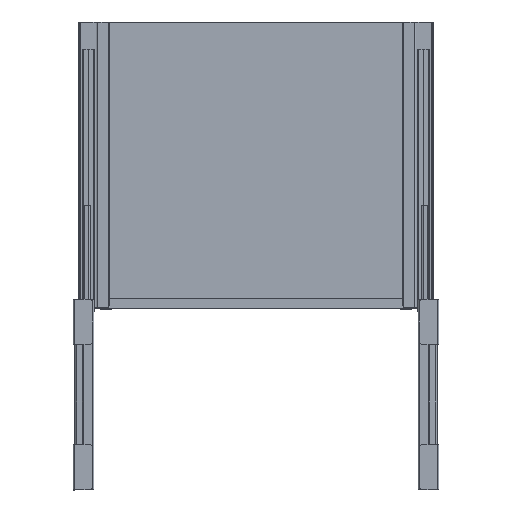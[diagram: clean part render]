
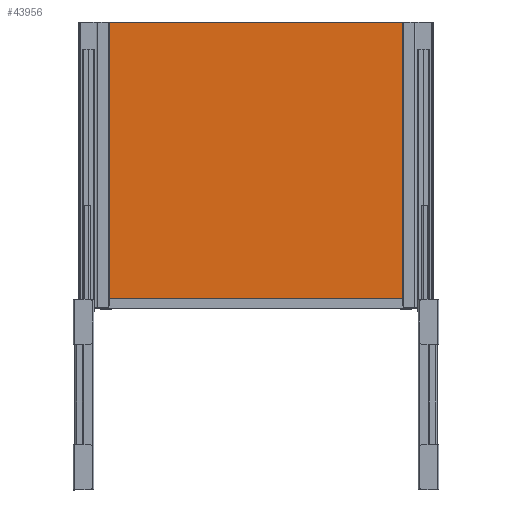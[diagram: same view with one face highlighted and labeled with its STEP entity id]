
A CAD part, front view. The second image highlights one B-rep face of the part: STEP entity #43956.
In plain terms, the highlighted planar face has unit normal (0, -1, 0).
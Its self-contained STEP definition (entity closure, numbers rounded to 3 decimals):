
#449 = DIRECTION ( 'NONE',  ( 1., 0., 0. ) ) ;
#1689 = EDGE_LOOP ( 'NONE', ( #17045, #55199, #56690, #51266 ) ) ;
#4292 = VERTEX_POINT ( 'NONE', #11856 ) ;
#4920 = EDGE_CURVE ( 'NONE', #14706, #50809, #25424, .T. ) ;
#7561 = VECTOR ( 'NONE', #43392, 1000. ) ;
#9531 = VECTOR ( 'NONE', #449, 1000. ) ;
#11856 = CARTESIAN_POINT ( 'NONE',  ( 244.5, 0., -426. ) ) ;
#12543 = CARTESIAN_POINT ( 'NONE',  ( 244.5, 0., 0. ) ) ;
#14706 = VERTEX_POINT ( 'NONE', #18944 ) ;
#15144 = EDGE_CURVE ( 'NONE', #32106, #4292, #15633, .T. ) ;
#15633 = LINE ( 'NONE', #30192, #7561 ) ;
#15913 = CARTESIAN_POINT ( 'NONE',  ( 0., 0., 0. ) ) ;
#17045 = ORIENTED_EDGE ( 'NONE', *, *, #4920, .F. ) ;
#17856 = LINE ( 'NONE', #37457, #33433 ) ;
#18944 = CARTESIAN_POINT ( 'NONE',  ( -244.5, 0., -426. ) ) ;
#19213 = CARTESIAN_POINT ( 'NONE',  ( -244.5, 0., 0. ) ) ;
#20254 = DIRECTION ( 'NONE',  ( 0., 1., 0. ) ) ;
#21751 = VECTOR ( 'NONE', #22907, 1000. ) ;
#22660 = EDGE_CURVE ( 'NONE', #50809, #32106, #37654, .T. ) ;
#22907 = DIRECTION ( 'NONE',  ( 0., 0., 1. ) ) ;
#25198 = PLANE ( 'NONE',  #32637 ) ;
#25424 = LINE ( 'NONE', #46479, #21751 ) ;
#30192 = CARTESIAN_POINT ( 'NONE',  ( 244.5, 0., -426. ) ) ;
#32106 = VERTEX_POINT ( 'NONE', #12543 ) ;
#32310 = DIRECTION ( 'NONE',  ( -1., 0., 0. ) ) ;
#32637 = AXIS2_PLACEMENT_3D ( 'NONE', #15913, #20254, #58316 ) ;
#33433 = VECTOR ( 'NONE', #32310, 1000. ) ;
#37457 = CARTESIAN_POINT ( 'NONE',  ( -244.5, 0., -426. ) ) ;
#37654 = LINE ( 'NONE', #19213, #9531 ) ;
#42636 = CARTESIAN_POINT ( 'NONE',  ( -244.5, 0., 0. ) ) ;
#43392 = DIRECTION ( 'NONE',  ( 0., 0., -1. ) ) ;
#43956 = ADVANCED_FACE ( 'NONE', ( #45480 ), #25198, .F. ) ;
#45480 = FACE_OUTER_BOUND ( 'NONE', #1689, .T. ) ;
#46479 = CARTESIAN_POINT ( 'NONE',  ( -244.5, 0., -426. ) ) ;
#50809 = VERTEX_POINT ( 'NONE', #42636 ) ;
#51266 = ORIENTED_EDGE ( 'NONE', *, *, #22660, .F. ) ;
#55199 = ORIENTED_EDGE ( 'NONE', *, *, #58171, .F. ) ;
#56690 = ORIENTED_EDGE ( 'NONE', *, *, #15144, .F. ) ;
#58171 = EDGE_CURVE ( 'NONE', #4292, #14706, #17856, .T. ) ;
#58316 = DIRECTION ( 'NONE',  ( 0., 0., 1. ) ) ;
